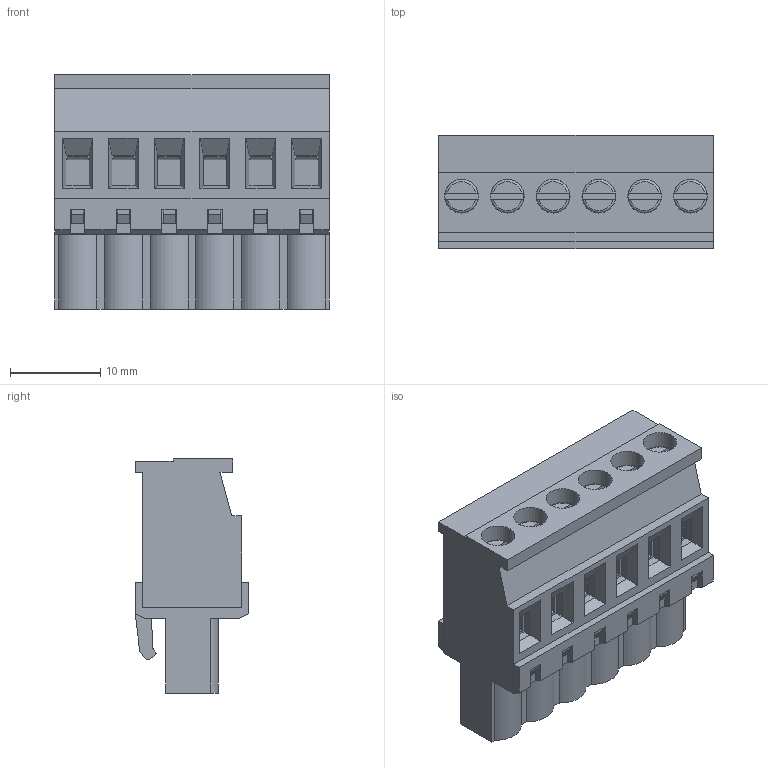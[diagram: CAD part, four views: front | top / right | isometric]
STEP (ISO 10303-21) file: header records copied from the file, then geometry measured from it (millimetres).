
FILE_DESCRIPTION( ( 'Unknown' ), '1' );
FILE_NAME( '691344510006.stp', 'Unknown', ( 'Unknown' ), ( 'Unknown' ), 'PSStep 14.0', 'Unknown', ' ' );
FILE_SCHEMA( ( 'AUTOMOTIVE_DESIGN { 1 0 10303 214 1 1 1 1 }' ) );
Length unit declared in the file: millimetre
Products named in the file (6): Assem1; 6913525100xx_CAGE; 6913525100xx; 6913525100xx_VIS; 691343510006; 691343510006_BAS
Assembly tree (20 placements, depth 2):
  Assem1
    6913525100xx_CAGE  x6
    6913525100xx  x6
    6913525100xx_VIS  x6
    691343510006
    691343510006_BAS
Bounding box: 30.48 x 12.6 x 26 mm (x, y, z)
Volume: 4714.5 mm3; surface area: 11011.4 mm2
Topology: 20 solids, 20 shells, 1262 faces, 3502 edges, 2278 vertices
Faces by surface type: plane 976, cylinder 250, cone 18, torus 18
Full cylindrical faces by diameter (mm): 1.5 x6, 2.2 x6, 2.7 x6, 2.9 x6, 3 x6, 3.7 x6, 3.75 x6
Entity records: 30102 total; most frequent: CARTESIAN_POINT 4262, ORIENTED_EDGE 4172, DIRECTION 3806, EDGE_CURVE 2086, LINE 1914, VECTOR 1914, VERTEX_POINT 1378, AXIS2_PLACEMENT_3D 946
